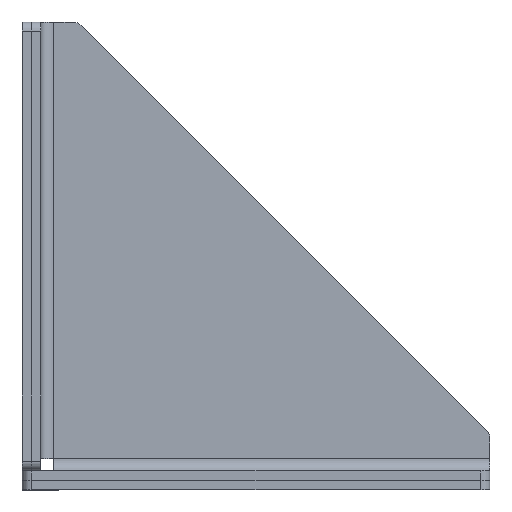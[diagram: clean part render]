
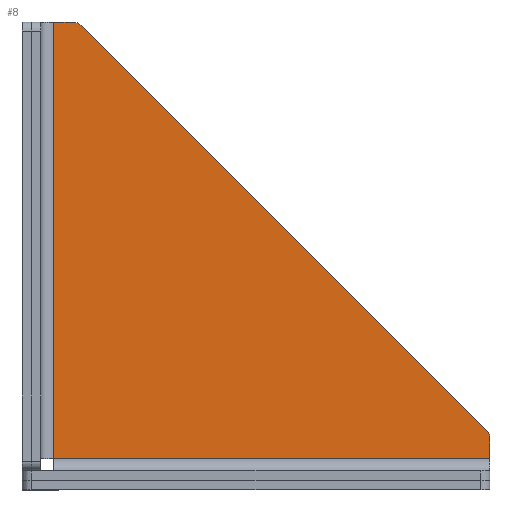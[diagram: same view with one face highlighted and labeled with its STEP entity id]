
A CAD part, top view. The second image highlights one B-rep face of the part: STEP entity #8.
In plain terms, the highlighted planar face has unit normal (0, 0, 1).
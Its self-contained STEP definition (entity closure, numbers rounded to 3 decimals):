
#8 = ADVANCED_FACE ( 'NONE', ( #606 ), #1718, .F. ) ;
#25 = DIRECTION ( 'NONE',  ( -1., 0., 0. ) ) ;
#46 = DIRECTION ( 'NONE',  ( -1., 0., 0. ) ) ;
#149 = LINE ( 'NONE', #2265, #2410 ) ;
#184 = DIRECTION ( 'NONE',  ( 1., 0., 0. ) ) ;
#187 = AXIS2_PLACEMENT_3D ( 'NONE', #1585, #1216, #46 ) ;
#203 = EDGE_CURVE ( 'NONE', #2234, #925, #2320, .T. ) ;
#243 = DIRECTION ( 'NONE',  ( 0., -1., 0. ) ) ;
#339 = VERTEX_POINT ( 'NONE', #455 ) ;
#390 = LINE ( 'NONE', #567, #1894 ) ;
#396 = CIRCLE ( 'NONE', #1678, 2. ) ;
#455 = CARTESIAN_POINT ( 'NONE',  ( 99.414, 12.586, 0. ) ) ;
#567 = CARTESIAN_POINT ( 'NONE',  ( -41.983, 100., 0. ) ) ;
#587 = CARTESIAN_POINT ( 'NONE',  ( -41.983, 6.7, 0. ) ) ;
#606 = FACE_OUTER_BOUND ( 'NONE', #1533, .T. ) ;
#645 = VERTEX_POINT ( 'NONE', #777 ) ;
#677 = ORIENTED_EDGE ( 'NONE', *, *, #2094, .T. ) ;
#693 = VECTOR ( 'NONE', #2161, 1000. ) ;
#777 = CARTESIAN_POINT ( 'NONE',  ( 6.7, 6.7, 0. ) ) ;
#916 = CARTESIAN_POINT ( 'NONE',  ( 100., 6.7, 0. ) ) ;
#925 = VERTEX_POINT ( 'NONE', #1661 ) ;
#1034 = VECTOR ( 'NONE', #243, 1000. ) ;
#1115 = ORIENTED_EDGE ( 'NONE', *, *, #1413, .F. ) ;
#1192 = CARTESIAN_POINT ( 'NONE',  ( 98., 11.172, 0. ) ) ;
#1216 = DIRECTION ( 'NONE',  ( 0., 0., -1. ) ) ;
#1379 = DIRECTION ( 'NONE',  ( 1., 0., 0. ) ) ;
#1410 = CARTESIAN_POINT ( 'NONE',  ( 11.172, 100., 0. ) ) ;
#1413 = EDGE_CURVE ( 'NONE', #925, #339, #1852, .T. ) ;
#1451 = VERTEX_POINT ( 'NONE', #1738 ) ;
#1503 = EDGE_CURVE ( 'NONE', #2353, #2234, #390, .T. ) ;
#1533 = EDGE_LOOP ( 'NONE', ( #1969, #677, #2239, #1683, #1115, #2339, #1602 ) ) ;
#1560 = EDGE_CURVE ( 'NONE', #1451, #2387, #2460, .T. ) ;
#1585 = CARTESIAN_POINT ( 'NONE',  ( 11.172, 98., 0. ) ) ;
#1594 = AXIS2_PLACEMENT_3D ( 'NONE', #2103, #1949, #1771 ) ;
#1602 = ORIENTED_EDGE ( 'NONE', *, *, #1503, .F. ) ;
#1661 = CARTESIAN_POINT ( 'NONE',  ( 12.586, 99.414, 0. ) ) ;
#1678 = AXIS2_PLACEMENT_3D ( 'NONE', #1192, #2185, #25 ) ;
#1683 = ORIENTED_EDGE ( 'NONE', *, *, #2108, .F. ) ;
#1718 = PLANE ( 'NONE',  #1594 ) ;
#1738 = CARTESIAN_POINT ( 'NONE',  ( 100., 11.172, 0. ) ) ;
#1758 = CARTESIAN_POINT ( 'NONE',  ( 12.586, 99.414, 0. ) ) ;
#1771 = DIRECTION ( 'NONE',  ( -1., 0., 0. ) ) ;
#1852 = LINE ( 'NONE', #1758, #693 ) ;
#1856 = EDGE_CURVE ( 'NONE', #645, #2353, #149, .T. ) ;
#1894 = VECTOR ( 'NONE', #184, 1000. ) ;
#1949 = DIRECTION ( 'NONE',  ( 0., 0., -1. ) ) ;
#1961 = VECTOR ( 'NONE', #1379, 1000. ) ;
#1969 = ORIENTED_EDGE ( 'NONE', *, *, #1856, .F. ) ;
#2094 = EDGE_CURVE ( 'NONE', #645, #2387, #2136, .T. ) ;
#2103 = CARTESIAN_POINT ( 'NONE',  ( -41.983, 6.1, 0. ) ) ;
#2108 = EDGE_CURVE ( 'NONE', #339, #1451, #396, .T. ) ;
#2136 = LINE ( 'NONE', #587, #1961 ) ;
#2161 = DIRECTION ( 'NONE',  ( 0.707, -0.707, 0. ) ) ;
#2185 = DIRECTION ( 'NONE',  ( 0., 0., -1. ) ) ;
#2234 = VERTEX_POINT ( 'NONE', #1410 ) ;
#2239 = ORIENTED_EDGE ( 'NONE', *, *, #1560, .F. ) ;
#2254 = DIRECTION ( 'NONE',  ( 0., 1., 0. ) ) ;
#2261 = CARTESIAN_POINT ( 'NONE',  ( 6.7, 100., 0. ) ) ;
#2265 = CARTESIAN_POINT ( 'NONE',  ( 6.7, 6.1, 0. ) ) ;
#2320 = CIRCLE ( 'NONE', #187, 2. ) ;
#2339 = ORIENTED_EDGE ( 'NONE', *, *, #203, .F. ) ;
#2353 = VERTEX_POINT ( 'NONE', #2261 ) ;
#2387 = VERTEX_POINT ( 'NONE', #916 ) ;
#2394 = CARTESIAN_POINT ( 'NONE',  ( 100., 11.172, 0. ) ) ;
#2410 = VECTOR ( 'NONE', #2254, 1000. ) ;
#2460 = LINE ( 'NONE', #2394, #1034 ) ;
